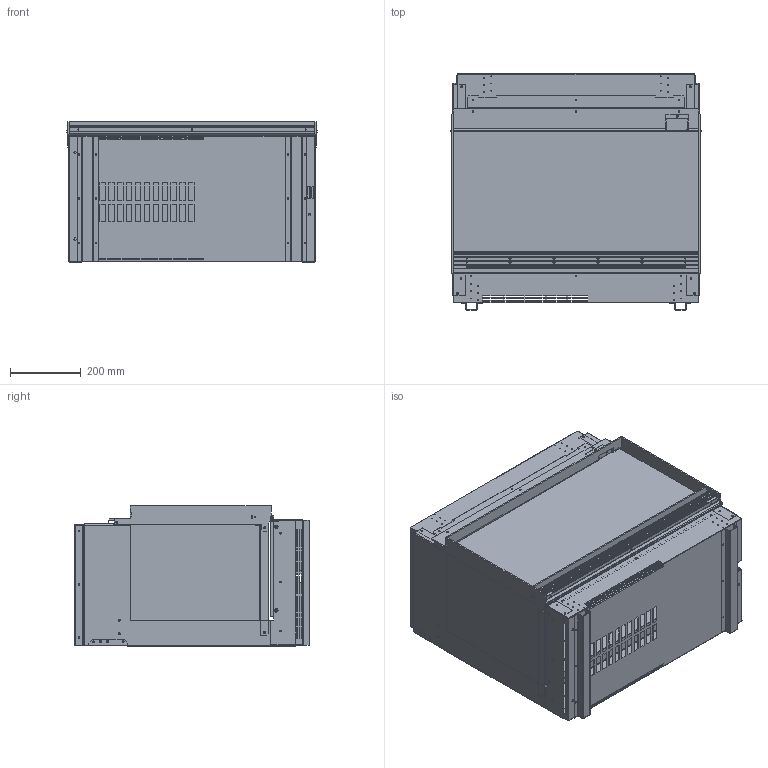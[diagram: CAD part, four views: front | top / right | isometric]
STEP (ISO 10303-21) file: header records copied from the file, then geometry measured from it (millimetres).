
FILE_DESCRIPTION (( 'STEP AP214' ), '1' );
FILE_NAME ('300004312 Vista-70-I_defeature.STEP', '2024-08-27T08:02:44', ( '' ), ( '' ), 'SwSTEP 2.0', 'SolidWorks 2023', '' );
FILE_SCHEMA (( 'AUTOMOTIVE_DESIGN' ));
Length unit declared in the file: millimetre
Products named in the file (1): 300004312 Vista-70-I_defeature
Bounding box: 706 x 664.7 x 395.3 mm (x, y, z)
Surface area: 3805816.7 mm2 (no closed solid volume)
Topology: 0 solids, 17 shells, 793 faces, 3544 edges, 2528 vertices
Faces by surface type: plane 525, cylinder 268
Entity records: 45191 total; most frequent: CARTESIAN_POINT 7008, DIRECTION 6053, ORIENTED_EDGE 5275, EDGE_CURVE 3544, VECTOR 2587, LINE 2587, VERTEX_POINT 2528, AXIS2_PLACEMENT_3D 1733
